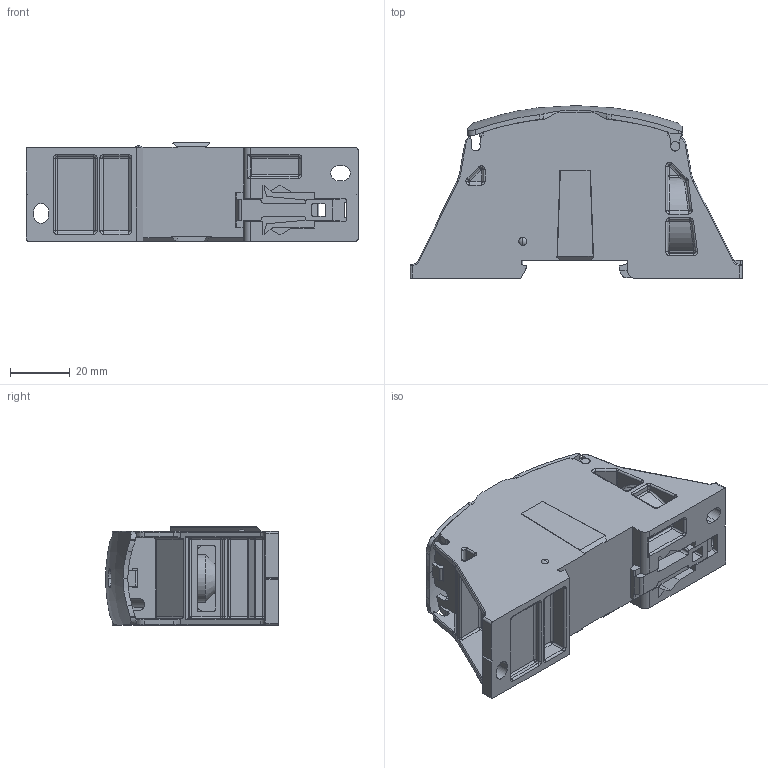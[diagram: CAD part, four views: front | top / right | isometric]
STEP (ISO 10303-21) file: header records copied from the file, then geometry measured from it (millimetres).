
FILE_DESCRIPTION(('STEP AP203'),'1');
FILE_NAME('sbf250.stp','2025-01-27T14:57:36',('TraceParts'),('TraceParts S.A.'),'Spatial InterOp 3D',' ',' ');
FILE_SCHEMA(('CONFIG_CONTROL_DESIGN'));
Length unit declared in the file: millimetre
Products named in the file (1): 1
Bounding box: 111.47 x 57.97 x 33.1 mm (x, y, z)
Volume: 75306.6 mm3; surface area: 53342.8 mm2
Topology: 7 solids, 7 shells, 953 faces, 2467 edges, 1493 vertices
Faces by surface type: cylinder 399, plane 321, torus 99, sphere 62, cone 43, bspline 29
Entity records: 30915 total; most frequent: CARTESIAN_POINT 8220, ORIENTED_EDGE 4826, DIRECTION 4769, EDGE_CURVE 2413, AXIS2_PLACEMENT_3D 1783, VERTEX_POINT 1493, LINE 1203, VECTOR 1203
